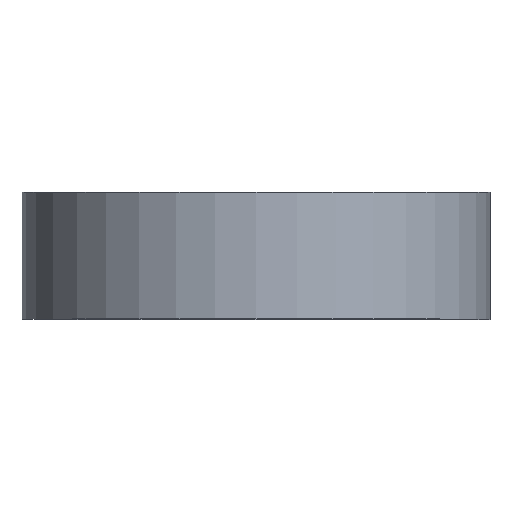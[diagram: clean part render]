
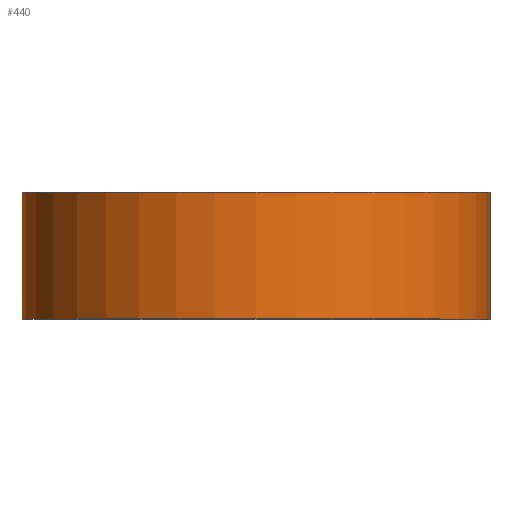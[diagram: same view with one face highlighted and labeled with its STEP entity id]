
A CAD part, top view. The second image highlights one B-rep face of the part: STEP entity #440.
In plain terms, the highlighted cylindrical face has radius 23.444 mm (diameter 46.888 mm), a partial arc.
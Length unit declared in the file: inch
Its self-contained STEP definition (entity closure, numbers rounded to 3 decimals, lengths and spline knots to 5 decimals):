
#6 = CARTESIAN_POINT ( 'NONE',  ( 0., -0.25, 0. ) ) ;
#9 = VERTEX_POINT ( 'NONE', #129 ) ;
#28 = VERTEX_POINT ( 'NONE', #178 ) ;
#54 = DIRECTION ( 'NONE',  ( 0., 1., 0. ) ) ;
#70 = DIRECTION ( 'NONE',  ( 0., -1., 0. ) ) ;
#77 = CARTESIAN_POINT ( 'NONE',  ( 0., 0.25, 0. ) ) ;
#129 = CARTESIAN_POINT ( 'NONE',  ( 0., 0.25, -0.923 ) ) ;
#140 = EDGE_CURVE ( 'NONE', #28, #438, #635, .T. ) ;
#157 = CARTESIAN_POINT ( 'NONE',  ( 0., 0.25, -0.923 ) ) ;
#159 = EDGE_CURVE ( 'NONE', #9, #725, #634, .T. ) ;
#177 = DIRECTION ( 'NONE',  ( 0., -1., 0. ) ) ;
#178 = CARTESIAN_POINT ( 'NONE',  ( 0.923, 0.25, 0. ) ) ;
#190 = CARTESIAN_POINT ( 'NONE',  ( 0., 0.25, 0. ) ) ;
#239 = CARTESIAN_POINT ( 'NONE',  ( 0.923, -0.25, 0. ) ) ;
#265 = AXIS2_PLACEMENT_3D ( 'NONE', #6, #54, #733 ) ;
#272 = CARTESIAN_POINT ( 'NONE',  ( 0., -0.25, -0.923 ) ) ;
#314 = FACE_OUTER_BOUND ( 'NONE', #599, .T. ) ;
#340 = CYLINDRICAL_SURFACE ( 'NONE', #644, 0.923 ) ;
#342 = DIRECTION ( 'NONE',  ( 0., 0., -1. ) ) ;
#379 = ORIENTED_EDGE ( 'NONE', *, *, #669, .T. ) ;
#412 = CARTESIAN_POINT ( 'NONE',  ( 0.923, 0.25, 0. ) ) ;
#438 = VERTEX_POINT ( 'NONE', #239 ) ;
#440 = ADVANCED_FACE ( 'NONE', ( #314 ), #340, .T. ) ;
#491 = DIRECTION ( 'NONE',  ( 0., -1., 0. ) ) ;
#553 = ORIENTED_EDGE ( 'NONE', *, *, #713, .F. ) ;
#571 = DIRECTION ( 'NONE',  ( 0., 1., 0. ) ) ;
#599 = EDGE_LOOP ( 'NONE', ( #379, #650, #553, #728 ) ) ;
#606 = DIRECTION ( 'NONE',  ( 1., 0., 0. ) ) ;
#621 = AXIS2_PLACEMENT_3D ( 'NONE', #190, #571, #606 ) ;
#622 = VECTOR ( 'NONE', #177, 39.37008 ) ;
#634 = LINE ( 'NONE', #157, #622 ) ;
#635 = LINE ( 'NONE', #412, #637 ) ;
#637 = VECTOR ( 'NONE', #491, 39.37008 ) ;
#644 = AXIS2_PLACEMENT_3D ( 'NONE', #77, #70, #342 ) ;
#650 = ORIENTED_EDGE ( 'NONE', *, *, #140, .F. ) ;
#669 = EDGE_CURVE ( 'NONE', #725, #438, #723, .T. ) ;
#682 = CIRCLE ( 'NONE', #621, 0.923 ) ;
#713 = EDGE_CURVE ( 'NONE', #9, #28, #682, .T. ) ;
#723 = CIRCLE ( 'NONE', #265, 0.923 ) ;
#725 = VERTEX_POINT ( 'NONE', #272 ) ;
#728 = ORIENTED_EDGE ( 'NONE', *, *, #159, .T. ) ;
#733 = DIRECTION ( 'NONE',  ( 1., 0., 0. ) ) ;
